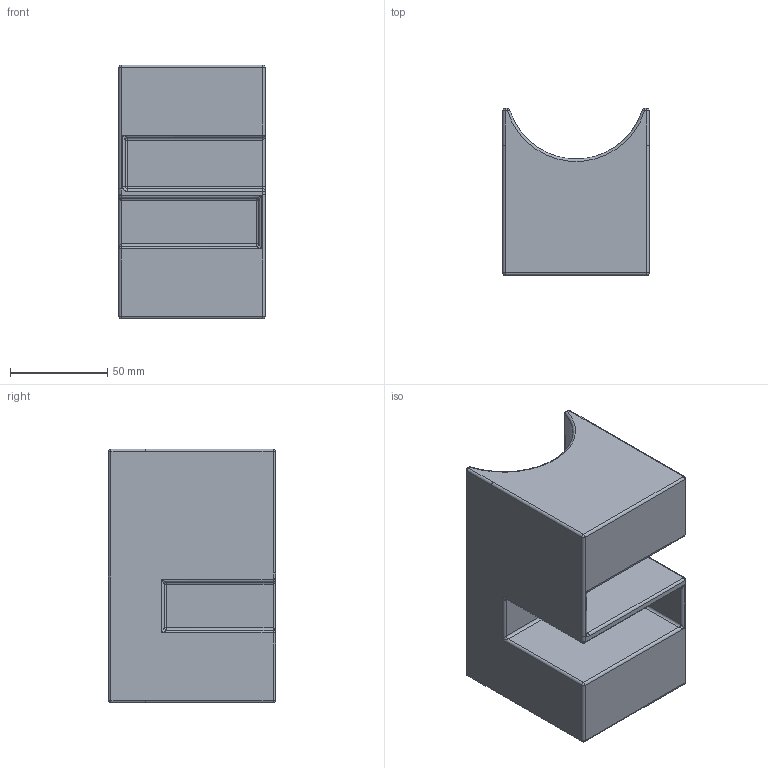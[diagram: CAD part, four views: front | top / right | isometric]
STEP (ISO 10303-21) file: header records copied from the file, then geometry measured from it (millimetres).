
FILE_DESCRIPTION (( 'STEP AP214' ), '1' );
FILE_NAME ('poptop can holder.STEP', '2025-04-25T13:47:52', ( 'Brian Williams' ), ( 'Home' ), 'SwSTEP 2.0', 'SolidWorks 2003240', '' );
FILE_SCHEMA (( 'AUTOMOTIVE_DESIGN' ));
Length unit declared in the file: inch
Products named in the file (1): poptop can holder
Bounding box: 75.06 x 85.72 x 130.3 mm (x, y, z)
Volume: 456324.5 mm3; surface area: 70335.2 mm2
Topology: 1 solids, 1 shells, 93 faces, 217 edges, 100 vertices
Faces by surface type: cylinder 48, plane 15, bspline 13, sphere 13, torus 4
Entity records: 4896 total; most frequent: CARTESIAN_POINT 2962, DIRECTION 426, ORIENTED_EDGE 382, EDGE_CURVE 191, AXIS2_PLACEMENT_3D 166, VERTEX_POINT 100, VECTOR 94, LINE 94
